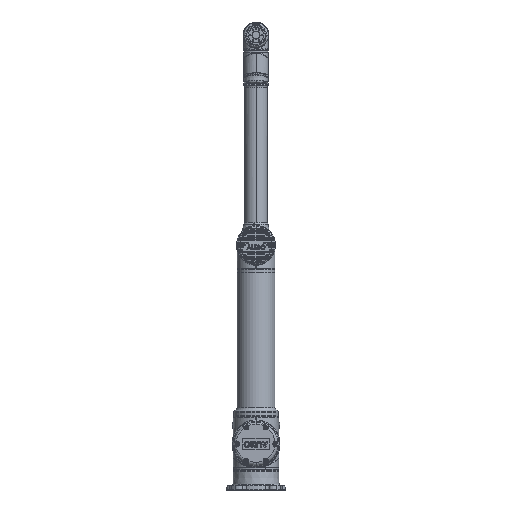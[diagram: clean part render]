
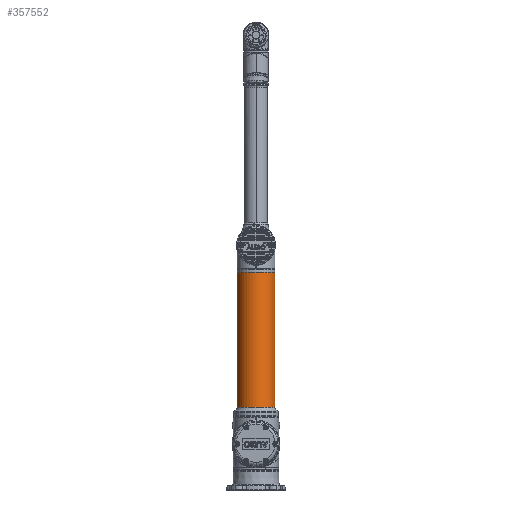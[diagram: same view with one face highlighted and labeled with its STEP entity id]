
A CAD part, front view. The second image highlights one B-rep face of the part: STEP entity #357552.
In plain terms, the highlighted cylindrical face has radius 76 mm (diameter 152 mm), a partial arc.
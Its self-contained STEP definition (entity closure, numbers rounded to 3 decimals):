
#20276 = CYLINDRICAL_SURFACE ( 'NONE', #278668, 76. ) ;
#46393 = VECTOR ( 'NONE', #107893, 1000. ) ;
#50503 = FACE_OUTER_BOUND ( 'NONE', #291858, .T. ) ;
#55995 = CARTESIAN_POINT ( 'NONE',  ( 76., 0., 612. ) ) ;
#62489 = VERTEX_POINT ( 'NONE', #158805 ) ;
#64180 = DIRECTION ( 'NONE',  ( 0., 0., 1. ) ) ;
#67378 = VERTEX_POINT ( 'NONE', #255885 ) ;
#68635 = ORIENTED_EDGE ( 'NONE', *, *, #116379, .T. ) ;
#90747 = DIRECTION ( 'NONE',  ( -1., 0., 0. ) ) ;
#91933 = CARTESIAN_POINT ( 'NONE',  ( 0., 0., 17.8 ) ) ;
#105491 = DIRECTION ( 'NONE',  ( -1., 0., 0. ) ) ;
#106299 = EDGE_CURVE ( 'NONE', #310565, #62489, #124376, .T. ) ;
#107893 = DIRECTION ( 'NONE',  ( 0., 0., -1. ) ) ;
#116379 = EDGE_CURVE ( 'NONE', #67378, #310565, #232309, .T. ) ;
#118274 = ORIENTED_EDGE ( 'NONE', *, *, #344397, .F. ) ;
#124376 = CIRCLE ( 'NONE', #180159, 76. ) ;
#130772 = ORIENTED_EDGE ( 'NONE', *, *, #213876, .F. ) ;
#144295 = CARTESIAN_POINT ( 'NONE',  ( 76., 0., 562. ) ) ;
#158805 = CARTESIAN_POINT ( 'NONE',  ( 76., 0., 17.8 ) ) ;
#176304 = AXIS2_PLACEMENT_3D ( 'NONE', #244016, #329460, #105491 ) ;
#180159 = AXIS2_PLACEMENT_3D ( 'NONE', #91933, #64180, #90747 ) ;
#189135 = DIRECTION ( 'NONE',  ( 0., 0., -1. ) ) ;
#192892 = LINE ( 'NONE', #55995, #46393 ) ;
#213876 = EDGE_CURVE ( 'NONE', #67378, #235381, #293247, .T. ) ;
#231605 = CARTESIAN_POINT ( 'NONE',  ( -76., 0., 17.8 ) ) ;
#232309 = LINE ( 'NONE', #354356, #245152 ) ;
#235381 = VERTEX_POINT ( 'NONE', #144295 ) ;
#244016 = CARTESIAN_POINT ( 'NONE',  ( 0., 0., 562. ) ) ;
#245152 = VECTOR ( 'NONE', #189135, 1000. ) ;
#255885 = CARTESIAN_POINT ( 'NONE',  ( -76., 0., 562. ) ) ;
#269697 = ORIENTED_EDGE ( 'NONE', *, *, #106299, .T. ) ;
#278668 = AXIS2_PLACEMENT_3D ( 'NONE', #307668, #281063, #341266 ) ;
#281063 = DIRECTION ( 'NONE',  ( 0., 0., -1. ) ) ;
#291858 = EDGE_LOOP ( 'NONE', ( #118274, #130772, #68635, #269697 ) ) ;
#293247 = CIRCLE ( 'NONE', #176304, 76. ) ;
#307668 = CARTESIAN_POINT ( 'NONE',  ( 0., 0., 612. ) ) ;
#310565 = VERTEX_POINT ( 'NONE', #231605 ) ;
#329460 = DIRECTION ( 'NONE',  ( 0., 0., 1. ) ) ;
#341266 = DIRECTION ( 'NONE',  ( -1., 0., 0. ) ) ;
#344397 = EDGE_CURVE ( 'NONE', #235381, #62489, #192892, .T. ) ;
#354356 = CARTESIAN_POINT ( 'NONE',  ( -76., 0., 612. ) ) ;
#357552 = ADVANCED_FACE ( 'NONE', ( #50503 ), #20276, .T. ) ;
